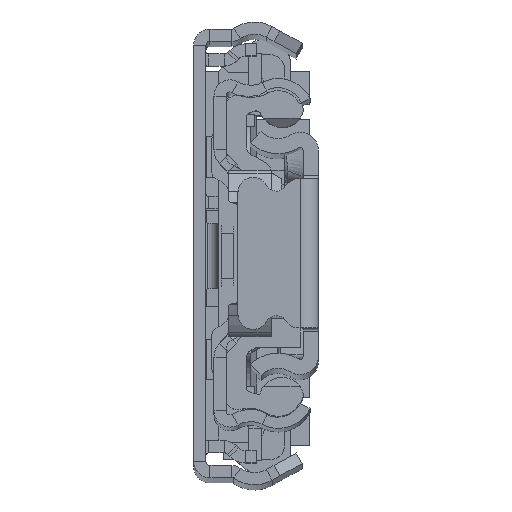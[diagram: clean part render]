
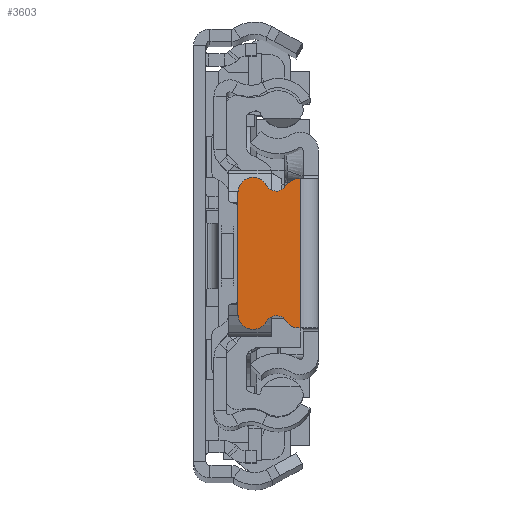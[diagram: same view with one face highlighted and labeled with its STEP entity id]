
A CAD part, top view. The second image highlights one B-rep face of the part: STEP entity #3603.
In plain terms, the highlighted planar face has unit normal (0, 0, 1).
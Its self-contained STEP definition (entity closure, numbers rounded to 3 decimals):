
#176 = EDGE_CURVE ( 'NONE', #10315, #19607, #12583, .T. ) ;
#196 = VERTEX_POINT ( 'NONE', #5053 ) ;
#374 = CIRCLE ( 'NONE', #26460, 1.5 ) ;
#765 = EDGE_CURVE ( 'NONE', #28714, #19607, #14723, .T. ) ;
#2658 = EDGE_CURVE ( 'NONE', #17885, #196, #7843, .T. ) ;
#2675 = CARTESIAN_POINT ( 'NONE',  ( -1.929, 5.87, 0. ) ) ;
#2919 = CARTESIAN_POINT ( 'NONE',  ( -3.206, 6.658, 0. ) ) ;
#3323 = EDGE_CURVE ( 'NONE', #13444, #6840, #18595, .T. ) ;
#3603 = ADVANCED_FACE ( 'NONE', ( #32129 ), #16747, .T. ) ;
#3871 = AXIS2_PLACEMENT_3D ( 'NONE', #7409, #27352, #16895 ) ;
#4155 = CARTESIAN_POINT ( 'NONE',  ( -6.429, 6., 0. ) ) ;
#4431 = AXIS2_PLACEMENT_3D ( 'NONE', #2675, #25238, #10848 ) ;
#4791 = ORIENTED_EDGE ( 'NONE', *, *, #28953, .F. ) ;
#4961 = EDGE_LOOP ( 'NONE', ( #16420, #4791, #23926, #27704, #29404, #9020, #5915, #21058, #19834, #5400 ) ) ;
#5053 = CARTESIAN_POINT ( 'NONE',  ( -5.109, 6.713, 0. ) ) ;
#5400 = ORIENTED_EDGE ( 'NONE', *, *, #176, .F. ) ;
#5915 = ORIENTED_EDGE ( 'NONE', *, *, #3323, .T. ) ;
#6000 = CIRCLE ( 'NONE', #4431, 1.5 ) ;
#6840 = VERTEX_POINT ( 'NONE', #23969 ) ;
#6901 = AXIS2_PLACEMENT_3D ( 'NONE', #14326, #24290, #16911 ) ;
#7175 = CARTESIAN_POINT ( 'NONE',  ( -7.929, 6., 0. ) ) ;
#7409 = CARTESIAN_POINT ( 'NONE',  ( -4.142, -7.236, 0. ) ) ;
#7843 = CIRCLE ( 'NONE', #25070, 1.1 ) ;
#7957 = CARTESIAN_POINT ( 'NONE',  ( -6.429, -6., 0. ) ) ;
#9020 = ORIENTED_EDGE ( 'NONE', *, *, #29291, .T. ) ;
#9957 = CARTESIAN_POINT ( 'NONE',  ( -4.142, 7.236, 0. ) ) ;
#10315 = VERTEX_POINT ( 'NONE', #24116 ) ;
#10652 = VECTOR ( 'NONE', #22618, 1000. ) ;
#10848 = DIRECTION ( 'NONE',  ( -1., 0., 0. ) ) ;
#11359 = VERTEX_POINT ( 'NONE', #30253 ) ;
#12196 = CARTESIAN_POINT ( 'NONE',  ( -1.75, 0., 0. ) ) ;
#12583 = LINE ( 'NONE', #15521, #22498 ) ;
#13444 = VERTEX_POINT ( 'NONE', #23239 ) ;
#13845 = DIRECTION ( 'NONE',  ( 0., 0., 1. ) ) ;
#14148 = DIRECTION ( 'NONE',  ( -1., 0., 0. ) ) ;
#14326 = CARTESIAN_POINT ( 'NONE',  ( 292.771, 0., 0. ) ) ;
#14701 = DIRECTION ( 'NONE',  ( 1., 0., 0. ) ) ;
#14723 = CIRCLE ( 'NONE', #30413, 1.5 ) ;
#15019 = DIRECTION ( 'NONE',  ( 0., 0., -1. ) ) ;
#15521 = CARTESIAN_POINT ( 'NONE',  ( -1.929, -7.37, 0. ) ) ;
#15955 = DIRECTION ( 'NONE',  ( 1., 0., 0. ) ) ;
#15961 = CARTESIAN_POINT ( 'NONE',  ( -1.929, -5.87, 0. ) ) ;
#16420 = ORIENTED_EDGE ( 'NONE', *, *, #31193, .F. ) ;
#16747 = PLANE ( 'NONE',  #6901 ) ;
#16804 = VERTEX_POINT ( 'NONE', #21400 ) ;
#16895 = DIRECTION ( 'NONE',  ( -1., 0., 0. ) ) ;
#16904 = CIRCLE ( 'NONE', #3871, 1.1 ) ;
#16911 = DIRECTION ( 'NONE',  ( 1., 0., 0. ) ) ;
#17750 = VERTEX_POINT ( 'NONE', #7175 ) ;
#17885 = VERTEX_POINT ( 'NONE', #2919 ) ;
#18595 = CIRCLE ( 'NONE', #30087, 1.5 ) ;
#19607 = VERTEX_POINT ( 'NONE', #21503 ) ;
#19653 = EDGE_CURVE ( 'NONE', #196, #17750, #374, .T. ) ;
#19834 = ORIENTED_EDGE ( 'NONE', *, *, #765, .T. ) ;
#21058 = ORIENTED_EDGE ( 'NONE', *, *, #29090, .T. ) ;
#21400 = CARTESIAN_POINT ( 'NONE',  ( -1.75, 7.37, 0. ) ) ;
#21503 = CARTESIAN_POINT ( 'NONE',  ( -1.929, -7.37, 0. ) ) ;
#22314 = LINE ( 'NONE', #12196, #31517 ) ;
#22498 = VECTOR ( 'NONE', #23029, 1000. ) ;
#22618 = DIRECTION ( 'NONE',  ( 0., -1., 0. ) ) ;
#23029 = DIRECTION ( 'NONE',  ( -1., 0., 0. ) ) ;
#23239 = CARTESIAN_POINT ( 'NONE',  ( -7.929, -6., 0. ) ) ;
#23776 = LINE ( 'NONE', #30833, #29949 ) ;
#23801 = DIRECTION ( 'NONE',  ( 1., 0., 0. ) ) ;
#23926 = ORIENTED_EDGE ( 'NONE', *, *, #30223, .T. ) ;
#23969 = CARTESIAN_POINT ( 'NONE',  ( -5.109, -6.713, 0. ) ) ;
#24116 = CARTESIAN_POINT ( 'NONE',  ( -1.75, -7.37, 0. ) ) ;
#24290 = DIRECTION ( 'NONE',  ( 0., 0., 1. ) ) ;
#25070 = AXIS2_PLACEMENT_3D ( 'NONE', #9957, #15019, #14701 ) ;
#25238 = DIRECTION ( 'NONE',  ( 0., 0., 1. ) ) ;
#25714 = CARTESIAN_POINT ( 'NONE',  ( -7.929, -6., 0. ) ) ;
#26460 = AXIS2_PLACEMENT_3D ( 'NONE', #4155, #26550, #14148 ) ;
#26550 = DIRECTION ( 'NONE',  ( 0., 0., 1. ) ) ;
#27352 = DIRECTION ( 'NONE',  ( 0., 0., -1. ) ) ;
#27704 = ORIENTED_EDGE ( 'NONE', *, *, #2658, .T. ) ;
#28156 = LINE ( 'NONE', #25714, #10652 ) ;
#28392 = DIRECTION ( 'NONE',  ( 0., 0., 1. ) ) ;
#28566 = CARTESIAN_POINT ( 'NONE',  ( -3.206, -6.658, 0. ) ) ;
#28714 = VERTEX_POINT ( 'NONE', #28566 ) ;
#28953 = EDGE_CURVE ( 'NONE', #11359, #16804, #23776, .T. ) ;
#29090 = EDGE_CURVE ( 'NONE', #6840, #28714, #16904, .T. ) ;
#29291 = EDGE_CURVE ( 'NONE', #17750, #13444, #28156, .T. ) ;
#29404 = ORIENTED_EDGE ( 'NONE', *, *, #19653, .T. ) ;
#29949 = VECTOR ( 'NONE', #31482, 1000. ) ;
#30087 = AXIS2_PLACEMENT_3D ( 'NONE', #7957, #28392, #15955 ) ;
#30223 = EDGE_CURVE ( 'NONE', #11359, #17885, #6000, .T. ) ;
#30253 = CARTESIAN_POINT ( 'NONE',  ( -1.929, 7.37, 0. ) ) ;
#30413 = AXIS2_PLACEMENT_3D ( 'NONE', #15961, #13845, #23801 ) ;
#30833 = CARTESIAN_POINT ( 'NONE',  ( -1.929, 7.37, 0. ) ) ;
#31193 = EDGE_CURVE ( 'NONE', #16804, #10315, #22314, .T. ) ;
#31482 = DIRECTION ( 'NONE',  ( 1., 0., 0. ) ) ;
#31517 = VECTOR ( 'NONE', #32142, 1000. ) ;
#32129 = FACE_OUTER_BOUND ( 'NONE', #4961, .T. ) ;
#32142 = DIRECTION ( 'NONE',  ( 0., -1., 0. ) ) ;
